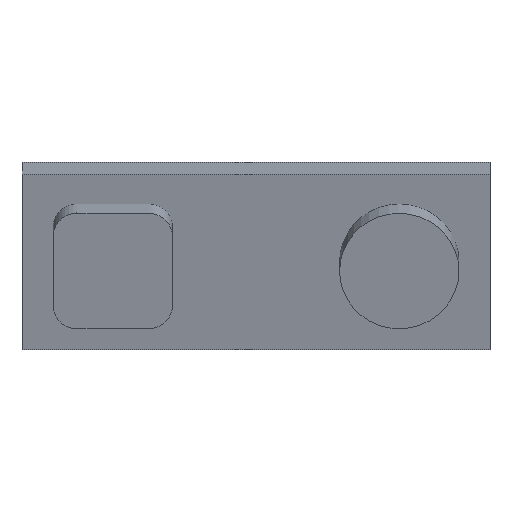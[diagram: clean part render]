
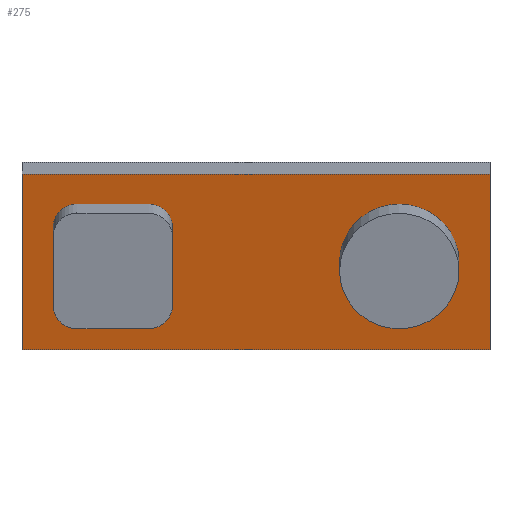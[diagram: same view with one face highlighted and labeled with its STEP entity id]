
A CAD part, top view. The second image highlights one B-rep face of the part: STEP entity #275.
In plain terms, the highlighted planar face has unit normal (0, -0.259, 0.966).
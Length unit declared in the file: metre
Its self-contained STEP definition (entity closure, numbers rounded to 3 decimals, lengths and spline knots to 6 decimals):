
#17=LINE('',#421,#45);
#18=LINE('',#425,#46);
#19=LINE('',#429,#47);
#20=LINE('',#433,#48);
#21=LINE('',#434,#49);
#22=LINE('',#437,#50);
#23=LINE('',#439,#51);
#24=LINE('',#441,#52);
#45=VECTOR('',#338,1.);
#46=VECTOR('',#341,1.);
#47=VECTOR('',#344,1.);
#48=VECTOR('',#347,1.);
#49=VECTOR('',#348,1.);
#50=VECTOR('',#349,1.);
#51=VECTOR('',#350,1.);
#52=VECTOR('',#351,1.);
#73=ORIENTED_EDGE('',*,*,#149,.F.);
#74=ORIENTED_EDGE('',*,*,#150,.T.);
#75=ORIENTED_EDGE('',*,*,#151,.F.);
#76=ORIENTED_EDGE('',*,*,#152,.T.);
#77=ORIENTED_EDGE('',*,*,#153,.F.);
#78=ORIENTED_EDGE('',*,*,#154,.F.);
#79=ORIENTED_EDGE('',*,*,#155,.F.);
#80=ORIENTED_EDGE('',*,*,#156,.F.);
#81=ORIENTED_EDGE('',*,*,#157,.T.);
#82=ORIENTED_EDGE('',*,*,#158,.T.);
#83=ORIENTED_EDGE('',*,*,#159,.F.);
#84=ORIENTED_EDGE('',*,*,#160,.F.);
#85=ORIENTED_EDGE('',*,*,#161,.F.);
#149=EDGE_CURVE('',#187,#188,#213,.T.);
#150=EDGE_CURVE('',#187,#189,#17,.T.);
#151=EDGE_CURVE('',#190,#189,#214,.T.);
#152=EDGE_CURVE('',#190,#191,#18,.T.);
#153=EDGE_CURVE('',#192,#191,#215,.T.);
#154=EDGE_CURVE('',#193,#192,#19,.T.);
#155=EDGE_CURVE('',#194,#193,#216,.T.);
#156=EDGE_CURVE('',#188,#194,#20,.T.);
#157=EDGE_CURVE('',#195,#196,#21,.T.);
#158=EDGE_CURVE('',#196,#197,#22,.T.);
#159=EDGE_CURVE('',#198,#197,#23,.T.);
#160=EDGE_CURVE('',#195,#198,#24,.T.);
#161=EDGE_CURVE('',#199,#199,#217,.T.);
#187=VERTEX_POINT('',#419);
#188=VERTEX_POINT('',#420);
#189=VERTEX_POINT('',#422);
#190=VERTEX_POINT('',#424);
#191=VERTEX_POINT('',#426);
#192=VERTEX_POINT('',#428);
#193=VERTEX_POINT('',#430);
#194=VERTEX_POINT('',#432);
#195=VERTEX_POINT('',#435);
#196=VERTEX_POINT('',#436);
#197=VERTEX_POINT('',#438);
#198=VERTEX_POINT('',#440);
#199=VERTEX_POINT('',#443);
#213=CIRCLE('',#306,0.001);
#214=CIRCLE('',#307,0.001);
#215=CIRCLE('',#308,0.001);
#216=CIRCLE('',#309,0.001);
#217=CIRCLE('',#310,0.0025);
#223=EDGE_LOOP('',(#73,#74,#75,#76,#77,#78,#79,#80));
#224=EDGE_LOOP('',(#81,#82,#83,#84));
#225=EDGE_LOOP('',(#85));
#243=FACE_BOUND('',#223,.T.);
#244=FACE_BOUND('',#224,.T.);
#245=FACE_BOUND('',#225,.T.);
#263=PLANE('',#305);
#275=ADVANCED_FACE('',(#243,#244,#245),#263,.T.);
#305=AXIS2_PLACEMENT_3D('',#417,#334,#335);
#306=AXIS2_PLACEMENT_3D('',#418,#336,#337);
#307=AXIS2_PLACEMENT_3D('',#423,#339,#340);
#308=AXIS2_PLACEMENT_3D('',#427,#342,#343);
#309=AXIS2_PLACEMENT_3D('',#431,#345,#346);
#310=AXIS2_PLACEMENT_3D('',#442,#352,#353);
#334=DIRECTION('',(0.,-0.259,0.966));
#335=DIRECTION('',(1.,0.,0.));
#336=DIRECTION('',(0.,-0.259,0.966));
#337=DIRECTION('',(0.,-0.966,-0.259));
#338=DIRECTION('',(-1.,0.,0.));
#339=DIRECTION('',(0.,-0.259,0.966));
#340=DIRECTION('',(0.,-0.966,-0.259));
#341=DIRECTION('',(0.,0.966,0.259));
#342=DIRECTION('',(0.,-0.259,0.966));
#343=DIRECTION('',(0.,-0.966,-0.259));
#344=DIRECTION('',(-1.,0.,0.));
#345=DIRECTION('',(0.,-0.259,0.966));
#346=DIRECTION('',(0.,-0.966,-0.259));
#347=DIRECTION('',(0.,0.966,0.259));
#348=DIRECTION('',(0.,0.966,0.259));
#349=DIRECTION('',(-1.,0.,0.));
#350=DIRECTION('',(0.,0.966,0.259));
#351=DIRECTION('',(-1.,0.,0.));
#352=DIRECTION('',(0.,-0.259,0.966));
#353=DIRECTION('',(0.,-0.966,-0.259));
#417=CARTESIAN_POINT('',(-0.00615,0.040829,0.108517));
#418=CARTESIAN_POINT('',(-0.03825,0.0159,0.101837));
#419=CARTESIAN_POINT('',(-0.03825,0.014934,0.101578));
#420=CARTESIAN_POINT('',(-0.03725,0.0159,0.101837));
#421=CARTESIAN_POINT('',(-0.03975,0.014934,0.101578));
#422=CARTESIAN_POINT('',(-0.04125,0.014934,0.101578));
#423=CARTESIAN_POINT('',(-0.04125,0.0159,0.101837));
#424=CARTESIAN_POINT('',(-0.04225,0.0159,0.101837));
#425=CARTESIAN_POINT('',(-0.04225,0.017349,0.102226));
#426=CARTESIAN_POINT('',(-0.04225,0.018798,0.102614));
#427=CARTESIAN_POINT('',(-0.04125,0.018798,0.102614));
#428=CARTESIAN_POINT('',(-0.04125,0.019764,0.102873));
#429=CARTESIAN_POINT('',(-0.03975,0.019764,0.102873));
#430=CARTESIAN_POINT('',(-0.03825,0.019764,0.102873));
#431=CARTESIAN_POINT('',(-0.03825,0.018798,0.102614));
#432=CARTESIAN_POINT('',(-0.03725,0.018798,0.102614));
#433=CARTESIAN_POINT('',(-0.03725,0.017349,0.102226));
#434=CARTESIAN_POINT('',(-0.02395,0.017349,0.102226));
#435=CARTESIAN_POINT('',(-0.02395,0.013679,0.101242));
#436=CARTESIAN_POINT('',(-0.02395,0.02102,0.103209));
#437=CARTESIAN_POINT('',(-0.03375,0.02102,0.103209));
#438=CARTESIAN_POINT('',(-0.04355,0.02102,0.103209));
#439=CARTESIAN_POINT('',(-0.04355,0.017349,0.102226));
#440=CARTESIAN_POINT('',(-0.04355,0.013679,0.101242));
#441=CARTESIAN_POINT('',(-0.03375,0.013679,0.101242));
#442=CARTESIAN_POINT('',(-0.02775,0.017349,0.102226));
#443=CARTESIAN_POINT('',(-0.02775,0.014934,0.101578));
